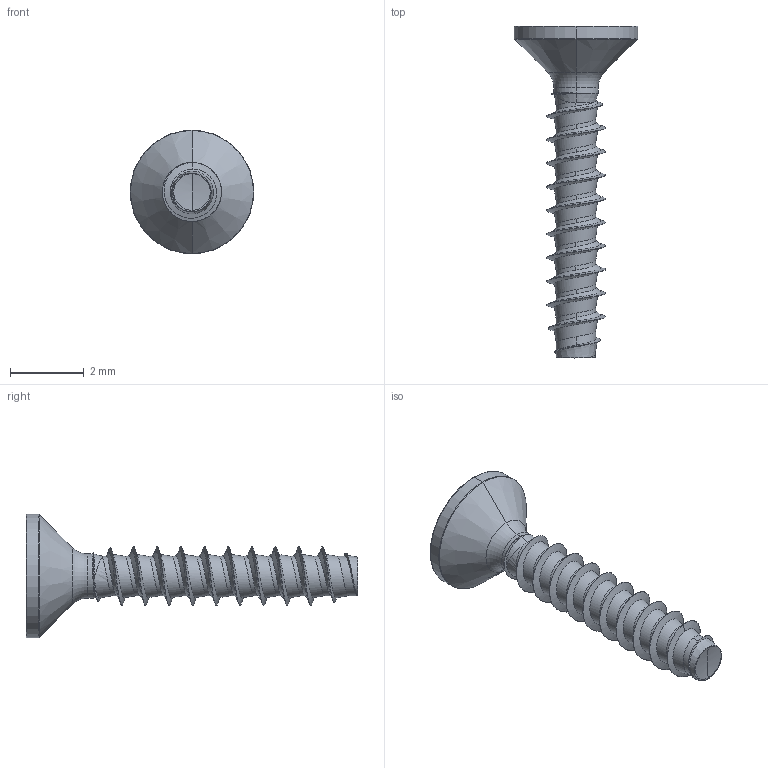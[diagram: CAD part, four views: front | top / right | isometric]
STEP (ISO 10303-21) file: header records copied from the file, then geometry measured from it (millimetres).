
FILE_DESCRIPTION (( 'STEP AP203' ), '1' );
FILE_NAME ('STP410160090.STEP', '2017-08-16T13:19:15', ( '' ), ( '' ), 'SwSTEP 2.0', 'SolidWorks 2015', '' );
FILE_SCHEMA (( 'CONFIG_CONTROL_DESIGN' ));
Length unit declared in the file: millimetre
Products named in the file (1): STP410160090
Bounding box: 3.35 x 9 x 3.35 mm (x, y, z)
Volume: 15 mm3; surface area: 69.8 mm2
Topology: 1 solids, 1 shells, 105 faces, 262 edges, 159 vertices
Faces by surface type: cylinder 47, bspline 35, cone 13, torus 6, sphere 2, plane 2
Entity records: 18944 total; most frequent: CARTESIAN_POINT 16766, ORIENTED_EDGE 520, DIRECTION 326, EDGE_CURVE 260, VERTEX_POINT 159, AXIS2_PLACEMENT_3D 131, B_SPLINE_CURVE_WITH_KNOTS 114, EDGE_LOOP 107
